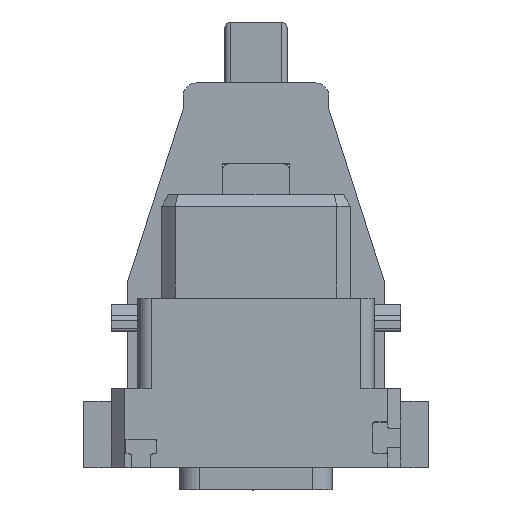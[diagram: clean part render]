
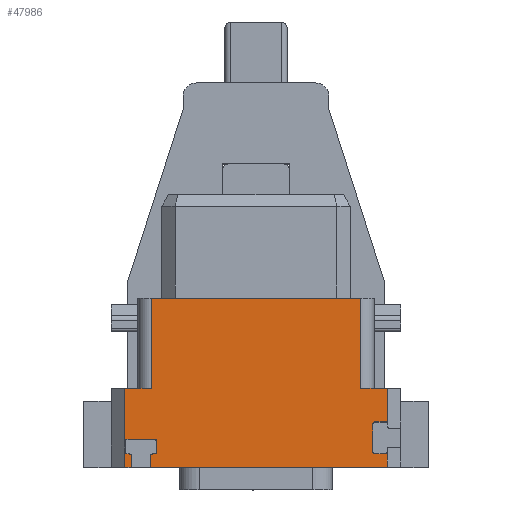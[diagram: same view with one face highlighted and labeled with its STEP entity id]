
A CAD part, top view. The second image highlights one B-rep face of the part: STEP entity #47986.
In plain terms, the highlighted planar face has unit normal (0, 0, 1).
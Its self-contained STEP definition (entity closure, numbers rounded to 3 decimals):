
#375=DIRECTION('',(-1.,0.,0.));
#376=VECTOR('',#375,15.8);
#377=CARTESIAN_POINT('',(7.9,12.75,9.9));
#378=LINE('',#377,#376);
#594=CARTESIAN_POINT('',(9.75,3.275,9.9));
#595=DIRECTION('',(0.,0.,1.));
#596=DIRECTION('',(1.,0.,0.));
#597=AXIS2_PLACEMENT_3D('',#594,#595,#596);
#599=DIRECTION('',(-1.,0.,0.));
#600=VECTOR('',#599,0.8);
#601=CARTESIAN_POINT('',(9.75,3.425,9.9));
#602=LINE('',#601,#600);
#603=CARTESIAN_POINT('',(8.95,3.275,9.9));
#604=DIRECTION('',(0.,0.,1.));
#605=DIRECTION('',(0.,1.,0.));
#606=AXIS2_PLACEMENT_3D('',#603,#604,#605);
#608=DIRECTION('',(0.,-1.,0.));
#609=VECTOR('',#608,2.1);
#610=CARTESIAN_POINT('',(8.8,3.275,9.9));
#611=LINE('',#610,#609);
#612=CARTESIAN_POINT('',(8.95,1.175,9.9));
#613=DIRECTION('',(0.,0.,1.));
#614=DIRECTION('',(-1.,0.,0.));
#615=AXIS2_PLACEMENT_3D('',#612,#613,#614);
#617=DIRECTION('',(1.,0.,0.));
#618=VECTOR('',#617,0.8);
#619=CARTESIAN_POINT('',(8.95,1.025,9.9));
#620=LINE('',#619,#618);
#621=CARTESIAN_POINT('',(9.75,1.175,9.9));
#622=DIRECTION('',(0.,0.,1.));
#623=DIRECTION('',(0.,-1.,0.));
#624=AXIS2_PLACEMENT_3D('',#621,#622,#623);
#626=DIRECTION('',(0.,1.,0.));
#627=VECTOR('',#626,1.175);
#628=CARTESIAN_POINT('',(9.9,0.,9.9));
#629=LINE('',#628,#627);
#630=DIRECTION('',(0.,1.,0.));
#631=VECTOR('',#630,0.85);
#632=CARTESIAN_POINT('',(-7.95,0.,9.9));
#633=LINE('',#632,#631);
#634=CARTESIAN_POINT('',(-7.8,0.85,9.9));
#635=DIRECTION('',(0.,0.,1.));
#636=DIRECTION('',(0.,1.,0.));
#637=AXIS2_PLACEMENT_3D('',#634,#635,#636);
#639=DIRECTION('',(1.,0.,0.));
#640=VECTOR('',#639,0.175);
#641=CARTESIAN_POINT('',(-7.8,1.,9.9));
#642=LINE('',#641,#640);
#643=CARTESIAN_POINT('',(-7.625,1.15,9.9));
#644=DIRECTION('',(0.,0.,1.));
#645=DIRECTION('',(0.,-1.,0.));
#646=AXIS2_PLACEMENT_3D('',#643,#644,#645);
#648=DIRECTION('',(0.,1.,0.));
#649=VECTOR('',#648,0.8);
#650=CARTESIAN_POINT('',(-7.475,1.15,9.9));
#651=LINE('',#650,#649);
#652=CARTESIAN_POINT('',(-7.625,1.95,9.9));
#653=DIRECTION('',(0.,0.,1.));
#654=DIRECTION('',(1.,0.,0.));
#655=AXIS2_PLACEMENT_3D('',#652,#653,#654);
#657=DIRECTION('',(-1.,0.,0.));
#658=VECTOR('',#657,2.1);
#659=CARTESIAN_POINT('',(-7.625,2.1,9.9));
#660=LINE('',#659,#658);
#661=CARTESIAN_POINT('',(-9.725,1.95,9.9));
#662=DIRECTION('',(0.,0.,1.));
#663=DIRECTION('',(0.,1.,0.));
#664=AXIS2_PLACEMENT_3D('',#661,#662,#663);
#666=DIRECTION('',(0.,-1.,0.));
#667=VECTOR('',#666,0.8);
#668=CARTESIAN_POINT('',(-9.875,1.95,9.9));
#669=LINE('',#668,#667);
#670=CARTESIAN_POINT('',(-9.725,1.15,9.9));
#671=DIRECTION('',(0.,0.,1.));
#672=DIRECTION('',(-1.,0.,0.));
#673=AXIS2_PLACEMENT_3D('',#670,#671,#672);
#675=DIRECTION('',(1.,0.,0.));
#676=VECTOR('',#675,0.175);
#677=CARTESIAN_POINT('',(-9.725,1.,9.9));
#678=LINE('',#677,#676);
#679=CARTESIAN_POINT('',(-9.55,0.85,9.9));
#680=DIRECTION('',(0.,0.,1.));
#681=DIRECTION('',(1.,0.,0.));
#682=AXIS2_PLACEMENT_3D('',#679,#680,#681);
#684=DIRECTION('',(0.,1.,0.));
#685=VECTOR('',#684,0.85);
#686=CARTESIAN_POINT('',(-9.4,0.,9.9));
#687=LINE('',#686,#685);
#688=DIRECTION('',(0.,-1.,0.));
#689=VECTOR('',#688,5.95);
#690=CARTESIAN_POINT('',(-9.9,5.95,9.9));
#691=LINE('',#690,#689);
#692=DIRECTION('',(0.,-1.,0.));
#693=VECTOR('',#692,6.8);
#694=CARTESIAN_POINT('',(-7.9,12.75,9.9));
#695=LINE('',#694,#693);
#696=DIRECTION('',(0.,1.,0.));
#697=VECTOR('',#696,6.8);
#698=CARTESIAN_POINT('',(7.9,5.95,9.9));
#699=LINE('',#698,#697);
#700=DIRECTION('',(0.,1.,0.));
#701=VECTOR('',#700,2.675);
#702=CARTESIAN_POINT('',(9.9,3.275,9.9));
#703=LINE('',#702,#701);
#720=DIRECTION('',(-1.,0.,0.));
#721=VECTOR('',#720,2.);
#722=CARTESIAN_POINT('',(9.9,5.95,9.9));
#723=LINE('',#722,#721);
#912=DIRECTION('',(1.,0.,0.));
#913=VECTOR('',#912,0.5);
#914=CARTESIAN_POINT('',(-9.9,0.,9.9));
#915=LINE('',#914,#913);
#928=DIRECTION('',(1.,0.,0.));
#929=VECTOR('',#928,17.85);
#930=CARTESIAN_POINT('',(-7.95,0.,9.9));
#931=LINE('',#930,#929);
#6681=DIRECTION('',(-1.,0.,0.));
#6682=VECTOR('',#6681,2.);
#6683=CARTESIAN_POINT('',(-7.9,5.95,9.9));
#6684=LINE('',#6683,#6682);
#41343=CARTESIAN_POINT('',(-7.95,0.,9.9));
#41344=VERTEX_POINT('',#41343);
#41345=CARTESIAN_POINT('',(-9.4,0.,9.9));
#41346=VERTEX_POINT('',#41345);
#41347=CARTESIAN_POINT('',(9.9,3.275,9.9));
#41348=CARTESIAN_POINT('',(9.75,3.425,9.9));
#41349=VERTEX_POINT('',#41347);
#41350=VERTEX_POINT('',#41348);
#41351=CARTESIAN_POINT('',(8.95,3.425,9.9));
#41352=VERTEX_POINT('',#41351);
#41353=CARTESIAN_POINT('',(8.8,3.275,9.9));
#41354=VERTEX_POINT('',#41353);
#41355=CARTESIAN_POINT('',(8.8,1.175,9.9));
#41356=VERTEX_POINT('',#41355);
#41357=CARTESIAN_POINT('',(8.95,1.025,9.9));
#41358=VERTEX_POINT('',#41357);
#41359=CARTESIAN_POINT('',(9.75,1.025,9.9));
#41360=VERTEX_POINT('',#41359);
#41361=CARTESIAN_POINT('',(9.9,1.175,9.9));
#41362=VERTEX_POINT('',#41361);
#41363=CARTESIAN_POINT('',(-7.95,0.85,9.9));
#41364=VERTEX_POINT('',#41363);
#41365=CARTESIAN_POINT('',(-7.8,1.,9.9));
#41366=VERTEX_POINT('',#41365);
#41367=CARTESIAN_POINT('',(-7.625,1.,9.9));
#41368=VERTEX_POINT('',#41367);
#41369=CARTESIAN_POINT('',(-7.475,1.15,9.9));
#41370=VERTEX_POINT('',#41369);
#41371=CARTESIAN_POINT('',(-7.475,1.95,9.9));
#41372=VERTEX_POINT('',#41371);
#41373=CARTESIAN_POINT('',(-7.625,2.1,9.9));
#41374=VERTEX_POINT('',#41373);
#41375=CARTESIAN_POINT('',(-9.725,2.1,9.9));
#41376=VERTEX_POINT('',#41375);
#41377=CARTESIAN_POINT('',(-9.875,1.95,9.9));
#41378=VERTEX_POINT('',#41377);
#41379=CARTESIAN_POINT('',(-9.875,1.15,9.9));
#41380=VERTEX_POINT('',#41379);
#41381=CARTESIAN_POINT('',(-9.725,1.,9.9));
#41382=VERTEX_POINT('',#41381);
#41383=CARTESIAN_POINT('',(-9.55,1.,9.9));
#41384=VERTEX_POINT('',#41383);
#41385=CARTESIAN_POINT('',(-9.4,0.85,9.9));
#41386=VERTEX_POINT('',#41385);
#41391=CARTESIAN_POINT('',(7.9,12.75,9.9));
#41393=VERTEX_POINT('',#41391);
#41397=CARTESIAN_POINT('',(7.9,5.95,9.9));
#41398=VERTEX_POINT('',#41397);
#41403=CARTESIAN_POINT('',(-7.9,12.75,9.9));
#41404=VERTEX_POINT('',#41403);
#41405=CARTESIAN_POINT('',(-7.9,5.95,9.9));
#41406=VERTEX_POINT('',#41405);
#41411=CARTESIAN_POINT('',(9.9,5.95,9.9));
#41413=VERTEX_POINT('',#41411);
#41426=CARTESIAN_POINT('',(9.9,0.,9.9));
#41427=VERTEX_POINT('',#41426);
#41428=CARTESIAN_POINT('',(-9.9,0.,9.9));
#41430=VERTEX_POINT('',#41428);
#41434=CARTESIAN_POINT('',(-9.9,5.95,9.9));
#41435=VERTEX_POINT('',#41434);
#47922=CARTESIAN_POINT('',(10.9,12.75,9.9));
#47923=DIRECTION('',(0.,0.,1.));
#47924=DIRECTION('',(-1.,0.,0.));
#47925=AXIS2_PLACEMENT_3D('',#47922,#47923,#47924);
#47926=PLANE('',#47925);
#47928=ORIENTED_EDGE('',*,*,#47927,.T.);
#47930=ORIENTED_EDGE('',*,*,#47929,.T.);
#47932=ORIENTED_EDGE('',*,*,#47931,.T.);
#47934=ORIENTED_EDGE('',*,*,#47933,.T.);
#47936=ORIENTED_EDGE('',*,*,#47935,.T.);
#47938=ORIENTED_EDGE('',*,*,#47937,.T.);
#47940=ORIENTED_EDGE('',*,*,#47939,.T.);
#47942=ORIENTED_EDGE('',*,*,#47941,.F.);
#47944=ORIENTED_EDGE('',*,*,#47943,.F.);
#47946=ORIENTED_EDGE('',*,*,#47945,.T.);
#47948=ORIENTED_EDGE('',*,*,#47947,.F.);
#47950=ORIENTED_EDGE('',*,*,#47949,.T.);
#47952=ORIENTED_EDGE('',*,*,#47951,.T.);
#47954=ORIENTED_EDGE('',*,*,#47953,.T.);
#47956=ORIENTED_EDGE('',*,*,#47955,.T.);
#47958=ORIENTED_EDGE('',*,*,#47957,.T.);
#47960=ORIENTED_EDGE('',*,*,#47959,.T.);
#47962=ORIENTED_EDGE('',*,*,#47961,.T.);
#47964=ORIENTED_EDGE('',*,*,#47963,.T.);
#47966=ORIENTED_EDGE('',*,*,#47965,.T.);
#47968=ORIENTED_EDGE('',*,*,#47967,.F.);
#47970=ORIENTED_EDGE('',*,*,#47969,.F.);
#47972=ORIENTED_EDGE('',*,*,#47971,.F.);
#47974=ORIENTED_EDGE('',*,*,#47973,.F.);
#47976=ORIENTED_EDGE('',*,*,#47975,.F.);
#47977=ORIENTED_EDGE('',*,*,#47915,.F.);
#47978=ORIENTED_EDGE('',*,*,#47660,.F.);
#47979=ORIENTED_EDGE('',*,*,#47701,.F.);
#47981=ORIENTED_EDGE('',*,*,#47980,.F.);
#47983=ORIENTED_EDGE('',*,*,#47982,.F.);
#47984=EDGE_LOOP('',(#47928,#47930,#47932,#47934,#47936,#47938,#47940,#47942,
#47944,#47946,#47948,#47950,#47952,#47954,#47956,#47958,#47960,#47962,#47964,
#47966,#47968,#47970,#47972,#47974,#47976,#47977,#47978,#47979,#47981,#47983));
#47985=FACE_OUTER_BOUND('',#47984,.F.);
#47986=ADVANCED_FACE('',(#47985),#47926,.T.);
#598=CIRCLE('',#597,0.15);
#607=CIRCLE('',#606,0.15);
#616=CIRCLE('',#615,0.15);
#625=CIRCLE('',#624,0.15);
#638=CIRCLE('',#637,0.15);
#647=CIRCLE('',#646,0.15);
#656=CIRCLE('',#655,0.15);
#665=CIRCLE('',#664,0.15);
#674=CIRCLE('',#673,0.15);
#683=CIRCLE('',#682,0.15);
#47660=EDGE_CURVE('',#41393,#41404,#378,.T.);
#47701=EDGE_CURVE('',#41398,#41393,#699,.T.);
#47915=EDGE_CURVE('',#41404,#41406,#695,.T.);
#47927=EDGE_CURVE('',#41349,#41350,#598,.T.);
#47929=EDGE_CURVE('',#41350,#41352,#602,.T.);
#47931=EDGE_CURVE('',#41352,#41354,#607,.T.);
#47933=EDGE_CURVE('',#41354,#41356,#611,.T.);
#47935=EDGE_CURVE('',#41356,#41358,#616,.T.);
#47937=EDGE_CURVE('',#41358,#41360,#620,.T.);
#47939=EDGE_CURVE('',#41360,#41362,#625,.T.);
#47941=EDGE_CURVE('',#41427,#41362,#629,.T.);
#47943=EDGE_CURVE('',#41344,#41427,#931,.T.);
#47945=EDGE_CURVE('',#41344,#41364,#633,.T.);
#47947=EDGE_CURVE('',#41366,#41364,#638,.T.);
#47949=EDGE_CURVE('',#41366,#41368,#642,.T.);
#47951=EDGE_CURVE('',#41368,#41370,#647,.T.);
#47953=EDGE_CURVE('',#41370,#41372,#651,.T.);
#47955=EDGE_CURVE('',#41372,#41374,#656,.T.);
#47957=EDGE_CURVE('',#41374,#41376,#660,.T.);
#47959=EDGE_CURVE('',#41376,#41378,#665,.T.);
#47961=EDGE_CURVE('',#41378,#41380,#669,.T.);
#47963=EDGE_CURVE('',#41380,#41382,#674,.T.);
#47965=EDGE_CURVE('',#41382,#41384,#678,.T.);
#47967=EDGE_CURVE('',#41386,#41384,#683,.T.);
#47969=EDGE_CURVE('',#41346,#41386,#687,.T.);
#47971=EDGE_CURVE('',#41430,#41346,#915,.T.);
#47973=EDGE_CURVE('',#41435,#41430,#691,.T.);
#47975=EDGE_CURVE('',#41406,#41435,#6684,.T.);
#47980=EDGE_CURVE('',#41413,#41398,#723,.T.);
#47982=EDGE_CURVE('',#41349,#41413,#703,.T.);
